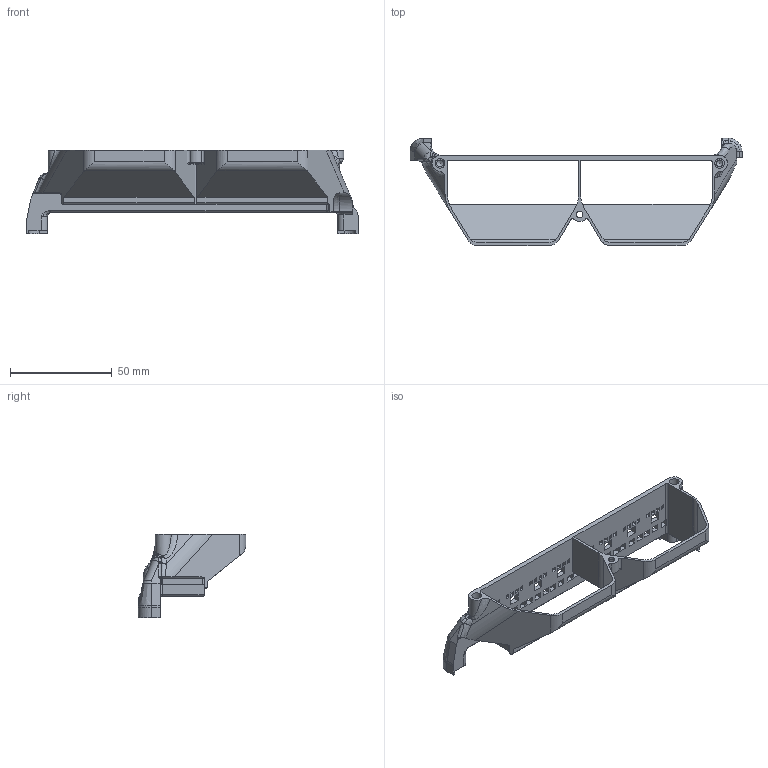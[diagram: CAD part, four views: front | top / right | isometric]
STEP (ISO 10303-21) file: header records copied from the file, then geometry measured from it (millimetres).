
FILE_DESCRIPTION(/* description */ (''),/* implementation_level */ '2;1');
FILE_NAME(/* name */ 'FanCase_Middle.stp',/* time_stamp */ '2022-09-12T00:42:15+02:00',/* author */ ('Rama'),/* organization */ (''),/* preprocessor_version */ 'ST-DEVELOPER v19.2',/* originating_system */ 'Autodesk Inventor 2023',/* authorisation */ '');
FILE_SCHEMA (('AUTOMOTIVE_DESIGN { 1 0 10303 214 3 1 1 }'));
Length unit declared in the file: millimetre
Products named in the file (1): FanCase_Top
Bounding box: 162.99 x 52.83 x 41.2 mm (x, y, z)
Volume: 24980.2 mm3; surface area: 26100.1 mm2
Topology: 1 solids, 1 shells, 511 faces, 1450 edges, 929 vertices
Faces by surface type: plane 337, bspline 85, cylinder 75, cone 8, torus 6
Full cylindrical faces by diameter (mm): 3.3 x5, 4.7 x5
Entity records: 19184 total; most frequent: CARTESIAN_POINT 6097, ORIENTED_EDGE 2868, DIRECTION 2330, EDGE_CURVE 1434, LINE 1058, VECTOR 1058, VERTEX_POINT 929, EDGE_LOOP 649
